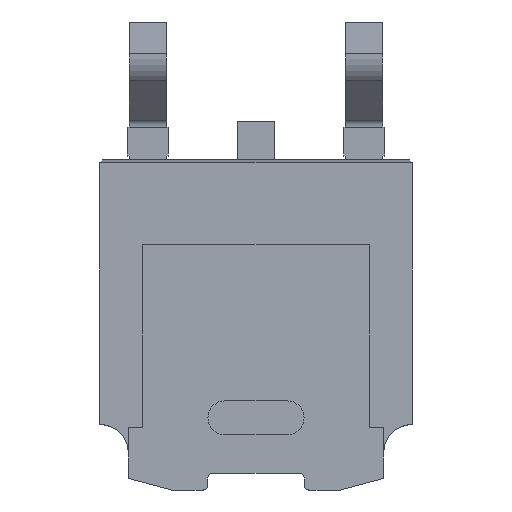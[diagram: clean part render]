
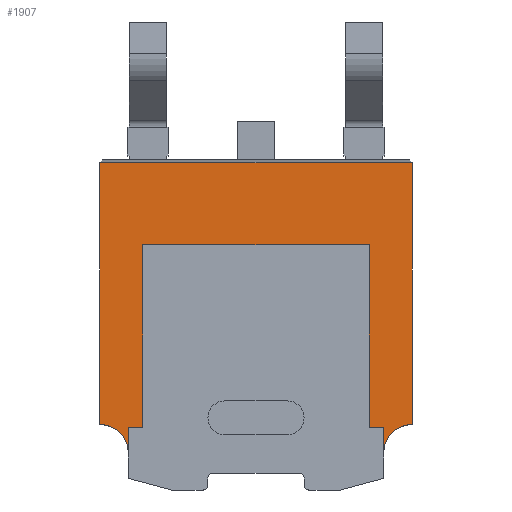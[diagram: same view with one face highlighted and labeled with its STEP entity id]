
A CAD part, front view. The second image highlights one B-rep face of the part: STEP entity #1907.
In plain terms, the highlighted planar face has unit normal (0, -1, 0).
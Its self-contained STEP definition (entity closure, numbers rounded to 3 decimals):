
#34 = CARTESIAN_POINT ( 'NONE',  ( -3.25, 0.23, 1.939 ) ) ;
#59 = ORIENTED_EDGE ( 'NONE', *, *, #904, .F. ) ;
#64 = EDGE_CURVE ( 'NONE', #960, #2337, #636, .T. ) ;
#148 = CARTESIAN_POINT ( 'NONE',  ( 3.25, 0.23, -3.5 ) ) ;
#173 = CARTESIAN_POINT ( 'NONE',  ( -2.35, 0.23, -3.562 ) ) ;
#184 = CARTESIAN_POINT ( 'NONE',  ( 2.35, 0.23, 0.237 ) ) ;
#187 = CIRCLE ( 'NONE', #899, 0.6 ) ;
#283 = VERTEX_POINT ( 'NONE', #1479 ) ;
#303 = ORIENTED_EDGE ( 'NONE', *, *, #411, .T. ) ;
#405 = VERTEX_POINT ( 'NONE', #1639 ) ;
#411 = EDGE_CURVE ( 'NONE', #960, #405, #2756, .T. ) ;
#429 = PLANE ( 'NONE',  #1795 ) ;
#459 = EDGE_CURVE ( 'NONE', #2337, #2511, #2723, .T. ) ;
#477 = DIRECTION ( 'NONE',  ( 1., 0., 0. ) ) ;
#500 = LINE ( 'NONE', #2191, #2621 ) ;
#515 = CARTESIAN_POINT ( 'NONE',  ( 2.65, 0.23, -4.1 ) ) ;
#565 = CARTESIAN_POINT ( 'NONE',  ( -2.35, 0.23, 0.237 ) ) ;
#587 = CARTESIAN_POINT ( 'NONE',  ( -3.25, 0.23, 1.939 ) ) ;
#605 = CARTESIAN_POINT ( 'NONE',  ( -2.65, 0.23, -3.562 ) ) ;
#633 = DIRECTION ( 'NONE',  ( 0., 0., 1. ) ) ;
#636 = LINE ( 'NONE', #2817, #1791 ) ;
#638 = LINE ( 'NONE', #1847, #1343 ) ;
#659 = CARTESIAN_POINT ( 'NONE',  ( -3.25, 0.23, -3.5 ) ) ;
#677 = LINE ( 'NONE', #1708, #784 ) ;
#696 = ORIENTED_EDGE ( 'NONE', *, *, #2911, .F. ) ;
#782 = ORIENTED_EDGE ( 'NONE', *, *, #1979, .F. ) ;
#784 = VECTOR ( 'NONE', #2899, 1000. ) ;
#799 = EDGE_CURVE ( 'NONE', #1947, #1267, #187, .T. ) ;
#899 = AXIS2_PLACEMENT_3D ( 'NONE', #1079, #2010, #2955 ) ;
#904 = EDGE_CURVE ( 'NONE', #283, #2849, #2429, .T. ) ;
#954 = DIRECTION ( 'NONE',  ( 0., 0., 1. ) ) ;
#959 = VECTOR ( 'NONE', #477, 1000. ) ;
#960 = VERTEX_POINT ( 'NONE', #659 ) ;
#961 = CARTESIAN_POINT ( 'NONE',  ( -2.35, 0.23, -3.562 ) ) ;
#1013 = VECTOR ( 'NONE', #1726, 1000. ) ;
#1037 = ORIENTED_EDGE ( 'NONE', *, *, #2773, .F. ) ;
#1053 = DIRECTION ( 'NONE',  ( -1., 0., 0. ) ) ;
#1055 = ORIENTED_EDGE ( 'NONE', *, *, #64, .F. ) ;
#1060 = DIRECTION ( 'NONE',  ( -1., 0., 0. ) ) ;
#1079 = CARTESIAN_POINT ( 'NONE',  ( 3.25, 0.23, -4.1 ) ) ;
#1154 = ORIENTED_EDGE ( 'NONE', *, *, #459, .F. ) ;
#1175 = DIRECTION ( 'NONE',  ( 0., 0., -1. ) ) ;
#1211 = DIRECTION ( 'NONE',  ( 0., 0., 1. ) ) ;
#1221 = ORIENTED_EDGE ( 'NONE', *, *, #1298, .F. ) ;
#1267 = VERTEX_POINT ( 'NONE', #148 ) ;
#1298 = EDGE_CURVE ( 'NONE', #2849, #2060, #2860, .T. ) ;
#1327 = VECTOR ( 'NONE', #2469, 1000. ) ;
#1343 = VECTOR ( 'NONE', #954, 1000. ) ;
#1350 = EDGE_LOOP ( 'NONE', ( #1055, #303, #2487, #696, #2359, #1221, #59, #2798, #782, #2376, #1037, #1154 ) ) ;
#1352 = AXIS2_PLACEMENT_3D ( 'NONE', #1825, #2785, #1175 ) ;
#1479 = CARTESIAN_POINT ( 'NONE',  ( 2.35, 0.23, -3.562 ) ) ;
#1499 = LINE ( 'NONE', #173, #1327 ) ;
#1502 = CARTESIAN_POINT ( 'NONE',  ( 2.65, 0.23, -3.562 ) ) ;
#1519 = CARTESIAN_POINT ( 'NONE',  ( -2.65, 0.23, -3.562 ) ) ;
#1622 = VECTOR ( 'NONE', #633, 1000. ) ;
#1625 = VERTEX_POINT ( 'NONE', #961 ) ;
#1639 = CARTESIAN_POINT ( 'NONE',  ( -2.65, 0.23, -4.1 ) ) ;
#1693 = FACE_OUTER_BOUND ( 'NONE', #1350, .T. ) ;
#1708 = CARTESIAN_POINT ( 'NONE',  ( 3.25, 0.23, 2. ) ) ;
#1726 = DIRECTION ( 'NONE',  ( 0., 0., -1. ) ) ;
#1791 = VECTOR ( 'NONE', #1211, 1000. ) ;
#1795 = AXIS2_PLACEMENT_3D ( 'NONE', #2977, #1821, #2015 ) ;
#1821 = DIRECTION ( 'NONE',  ( 0., -1., 0. ) ) ;
#1825 = CARTESIAN_POINT ( 'NONE',  ( -3.25, 0.23, -4.1 ) ) ;
#1847 = CARTESIAN_POINT ( 'NONE',  ( 2.65, 0.23, -3.562 ) ) ;
#1907 = ADVANCED_FACE ( 'NONE', ( #1693 ), #429, .T. ) ;
#1924 = LINE ( 'NONE', #605, #1013 ) ;
#1947 = VERTEX_POINT ( 'NONE', #515 ) ;
#1979 = EDGE_CURVE ( 'NONE', #1947, #2775, #638, .T. ) ;
#2004 = CARTESIAN_POINT ( 'NONE',  ( 2.35, 0.23, 0.237 ) ) ;
#2010 = DIRECTION ( 'NONE',  ( 0., 1., 0. ) ) ;
#2015 = DIRECTION ( 'NONE',  ( 0., 0., -1. ) ) ;
#2035 = VECTOR ( 'NONE', #2693, 1000. ) ;
#2060 = VERTEX_POINT ( 'NONE', #565 ) ;
#2191 = CARTESIAN_POINT ( 'NONE',  ( 2.35, 0.23, -3.562 ) ) ;
#2265 = EDGE_CURVE ( 'NONE', #2913, #405, #1924, .T. ) ;
#2337 = VERTEX_POINT ( 'NONE', #587 ) ;
#2359 = ORIENTED_EDGE ( 'NONE', *, *, #2442, .F. ) ;
#2376 = ORIENTED_EDGE ( 'NONE', *, *, #799, .T. ) ;
#2424 = CARTESIAN_POINT ( 'NONE',  ( -2.35, 0.23, 0.237 ) ) ;
#2429 = LINE ( 'NONE', #184, #1622 ) ;
#2442 = EDGE_CURVE ( 'NONE', #2060, #1625, #2769, .T. ) ;
#2469 = DIRECTION ( 'NONE',  ( -1., 0., 0. ) ) ;
#2487 = ORIENTED_EDGE ( 'NONE', *, *, #2265, .F. ) ;
#2511 = VERTEX_POINT ( 'NONE', #2560 ) ;
#2530 = VECTOR ( 'NONE', #1060, 1000. ) ;
#2560 = CARTESIAN_POINT ( 'NONE',  ( 3.25, 0.23, 1.939 ) ) ;
#2621 = VECTOR ( 'NONE', #1053, 1000. ) ;
#2693 = DIRECTION ( 'NONE',  ( 0., 0., -1. ) ) ;
#2723 = LINE ( 'NONE', #34, #959 ) ;
#2752 = EDGE_CURVE ( 'NONE', #2775, #283, #500, .T. ) ;
#2756 = CIRCLE ( 'NONE', #1352, 0.6 ) ;
#2769 = LINE ( 'NONE', #2827, #2035 ) ;
#2773 = EDGE_CURVE ( 'NONE', #2511, #1267, #677, .T. ) ;
#2775 = VERTEX_POINT ( 'NONE', #1502 ) ;
#2785 = DIRECTION ( 'NONE',  ( 0., 1., 0. ) ) ;
#2798 = ORIENTED_EDGE ( 'NONE', *, *, #2752, .F. ) ;
#2817 = CARTESIAN_POINT ( 'NONE',  ( -3.25, 0.23, 2. ) ) ;
#2827 = CARTESIAN_POINT ( 'NONE',  ( -2.35, 0.23, 0.237 ) ) ;
#2849 = VERTEX_POINT ( 'NONE', #2004 ) ;
#2860 = LINE ( 'NONE', #2424, #2530 ) ;
#2899 = DIRECTION ( 'NONE',  ( 0., 0., -1. ) ) ;
#2911 = EDGE_CURVE ( 'NONE', #1625, #2913, #1499, .T. ) ;
#2913 = VERTEX_POINT ( 'NONE', #1519 ) ;
#2955 = DIRECTION ( 'NONE',  ( 0., 0., -1. ) ) ;
#2977 = CARTESIAN_POINT ( 'NONE',  ( 0., 0.23, 0. ) ) ;
